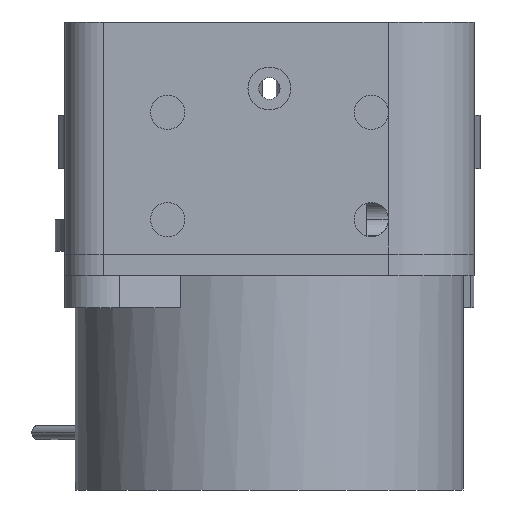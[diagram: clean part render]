
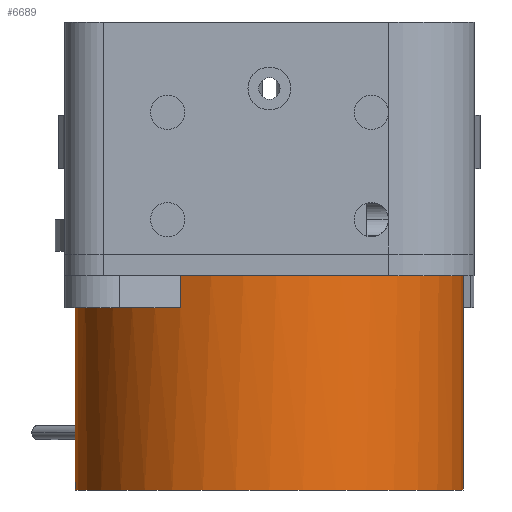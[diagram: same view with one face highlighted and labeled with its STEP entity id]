
A CAD part, front view. The second image highlights one B-rep face of the part: STEP entity #6689.
In plain terms, the highlighted cylindrical face has radius 18.1 mm (diameter 36.2 mm), a partial arc.
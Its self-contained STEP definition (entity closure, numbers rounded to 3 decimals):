
#229 = EDGE_CURVE ( 'NONE', #2249, #1868, #4783, .T. ) ;
#269 = CARTESIAN_POINT ( 'NONE',  ( -16.082, -8.304, -23.65 ) ) ;
#363 = ORIENTED_EDGE ( 'NONE', *, *, #4487, .F. ) ;
#460 = DIRECTION ( 'NONE',  ( 0., 0., 1. ) ) ;
#529 = AXIS2_PLACEMENT_3D ( 'NONE', #4167, #460, #2572 ) ;
#556 = DIRECTION ( 'NONE',  ( 0., 0., 1. ) ) ;
#747 = CARTESIAN_POINT ( 'NONE',  ( -16.082, -8.304, -26.65 ) ) ;
#783 = CARTESIAN_POINT ( 'NONE',  ( 0., 0., -23.65 ) ) ;
#804 = AXIS2_PLACEMENT_3D ( 'NONE', #4478, #3963, #5598 ) ;
#946 = CIRCLE ( 'NONE', #5152, 18.1 ) ;
#1036 = DIRECTION ( 'NONE',  ( 0., 0., 1. ) ) ;
#1164 = VERTEX_POINT ( 'NONE', #4121 ) ;
#1283 = CARTESIAN_POINT ( 'NONE',  ( 18.1, 0., -43.65 ) ) ;
#1450 = EDGE_CURVE ( 'NONE', #3377, #5834, #3784, .T. ) ;
#1455 = DIRECTION ( 'NONE',  ( 0., 0., 1. ) ) ;
#1535 = VERTEX_POINT ( 'NONE', #747 ) ;
#1731 = VECTOR ( 'NONE', #1036, 1000. ) ;
#1818 = EDGE_CURVE ( 'NONE', #3422, #5834, #2223, .T. ) ;
#1868 = VERTEX_POINT ( 'NONE', #3256 ) ;
#2003 = LINE ( 'NONE', #4114, #5376 ) ;
#2223 = LINE ( 'NONE', #2699, #4901 ) ;
#2237 = ORIENTED_EDGE ( 'NONE', *, *, #6336, .T. ) ;
#2249 = VERTEX_POINT ( 'NONE', #1283 ) ;
#2468 = AXIS2_PLACEMENT_3D ( 'NONE', #6422, #6529, #2863 ) ;
#2473 = DIRECTION ( 'NONE',  ( 0., 0., -1. ) ) ;
#2572 = DIRECTION ( 'NONE',  ( 1., 0., 0. ) ) ;
#2627 = EDGE_LOOP ( 'NONE', ( #4342, #5379, #6350, #4264, #5302, #363, #2237, #5434 ) ) ;
#2643 = CARTESIAN_POINT ( 'NONE',  ( -18.1, 0., -43.65 ) ) ;
#2645 = DIRECTION ( 'NONE',  ( 0., -1., 0. ) ) ;
#2661 = EDGE_CURVE ( 'NONE', #2249, #3422, #4458, .T. ) ;
#2699 = CARTESIAN_POINT ( 'NONE',  ( -18.1, 0., -80.616 ) ) ;
#2817 = VECTOR ( 'NONE', #3792, 1000. ) ;
#2863 = DIRECTION ( 'NONE',  ( -1., 0., 0. ) ) ;
#3096 = CYLINDRICAL_SURFACE ( 'NONE', #529, 18.1 ) ;
#3256 = CARTESIAN_POINT ( 'NONE',  ( 18.1, 0., -23.65 ) ) ;
#3377 = VERTEX_POINT ( 'NONE', #269 ) ;
#3422 = VERTEX_POINT ( 'NONE', #2643 ) ;
#3483 = EDGE_CURVE ( 'NONE', #5153, #1164, #4345, .T. ) ;
#3667 = CARTESIAN_POINT ( 'NONE',  ( 18.1, 0., -80.616 ) ) ;
#3784 = CIRCLE ( 'NONE', #804, 18.1 ) ;
#3792 = DIRECTION ( 'NONE',  ( 0., 0., 1. ) ) ;
#3951 = CARTESIAN_POINT ( 'NONE',  ( -8.304, -16.082, -26.65 ) ) ;
#3963 = DIRECTION ( 'NONE',  ( 0., 0., -1. ) ) ;
#4114 = CARTESIAN_POINT ( 'NONE',  ( -16.082, -8.304, -80.616 ) ) ;
#4121 = CARTESIAN_POINT ( 'NONE',  ( -8.304, -16.082, -23.65 ) ) ;
#4167 = CARTESIAN_POINT ( 'NONE',  ( 0., 0., -80.616 ) ) ;
#4264 = ORIENTED_EDGE ( 'NONE', *, *, #4773, .T. ) ;
#4342 = ORIENTED_EDGE ( 'NONE', *, *, #1818, .F. ) ;
#4345 = LINE ( 'NONE', #4872, #2817 ) ;
#4458 = CIRCLE ( 'NONE', #2468, 18.1 ) ;
#4478 = CARTESIAN_POINT ( 'NONE',  ( 0., 0., -23.65 ) ) ;
#4487 = EDGE_CURVE ( 'NONE', #1535, #5153, #946, .T. ) ;
#4702 = AXIS2_PLACEMENT_3D ( 'NONE', #783, #2473, #4985 ) ;
#4773 = EDGE_CURVE ( 'NONE', #1868, #1164, #6243, .T. ) ;
#4783 = LINE ( 'NONE', #3667, #1731 ) ;
#4872 = CARTESIAN_POINT ( 'NONE',  ( -8.304, -16.082, -80.616 ) ) ;
#4901 = VECTOR ( 'NONE', #556, 1000. ) ;
#4985 = DIRECTION ( 'NONE',  ( -1., 0., 0. ) ) ;
#5152 = AXIS2_PLACEMENT_3D ( 'NONE', #6837, #6357, #2645 ) ;
#5153 = VERTEX_POINT ( 'NONE', #3951 ) ;
#5302 = ORIENTED_EDGE ( 'NONE', *, *, #3483, .F. ) ;
#5376 = VECTOR ( 'NONE', #1455, 1000. ) ;
#5379 = ORIENTED_EDGE ( 'NONE', *, *, #2661, .F. ) ;
#5431 = CARTESIAN_POINT ( 'NONE',  ( -18.1, 0., -23.65 ) ) ;
#5434 = ORIENTED_EDGE ( 'NONE', *, *, #1450, .T. ) ;
#5586 = FACE_OUTER_BOUND ( 'NONE', #2627, .T. ) ;
#5598 = DIRECTION ( 'NONE',  ( -1., 0., 0. ) ) ;
#5834 = VERTEX_POINT ( 'NONE', #5431 ) ;
#6243 = CIRCLE ( 'NONE', #4702, 18.1 ) ;
#6336 = EDGE_CURVE ( 'NONE', #1535, #3377, #2003, .T. ) ;
#6350 = ORIENTED_EDGE ( 'NONE', *, *, #229, .T. ) ;
#6357 = DIRECTION ( 'NONE',  ( 0., 0., 1. ) ) ;
#6422 = CARTESIAN_POINT ( 'NONE',  ( 0., 0., -43.65 ) ) ;
#6529 = DIRECTION ( 'NONE',  ( 0., 0., -1. ) ) ;
#6689 = ADVANCED_FACE ( 'NONE', ( #5586 ), #3096, .T. ) ;
#6837 = CARTESIAN_POINT ( 'NONE',  ( 0., 0., -26.65 ) ) ;
